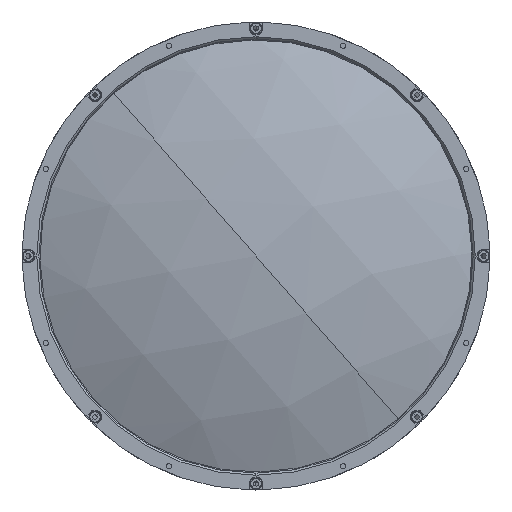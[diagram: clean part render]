
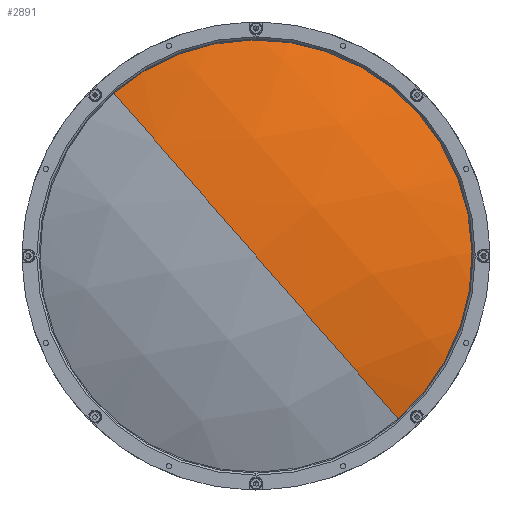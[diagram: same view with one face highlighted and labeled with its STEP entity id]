
A CAD part, left-side view. The second image highlights one B-rep face of the part: STEP entity #2891.
In plain terms, the highlighted spherical face has radius 264.145 mm.
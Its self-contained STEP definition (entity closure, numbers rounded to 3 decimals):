
#238 = CARTESIAN_POINT ( 'NONE',  ( -3.1, 0., 0. ) ) ;
#1234 = CIRCLE ( 'NONE', #4616, 264.145 ) ;
#1300 = ORIENTED_EDGE ( 'NONE', *, *, #6413, .T. ) ;
#1406 = ORIENTED_EDGE ( 'NONE', *, *, #3282, .F. ) ;
#1661 = CARTESIAN_POINT ( 'NONE',  ( 261.045, 0., 0. ) ) ;
#2891 = ADVANCED_FACE ( 'NONE', ( #5126 ), #11935, .T. ) ;
#3173 = VERTEX_POINT ( 'NONE', #14069 ) ;
#3282 = EDGE_CURVE ( 'NONE', #3173, #13507, #1234, .T. ) ;
#4616 = AXIS2_PLACEMENT_3D ( 'NONE', #9777, #5789, #7301 ) ;
#4648 = CARTESIAN_POINT ( 'NONE',  ( 18.666, 0., 0. ) ) ;
#5011 = AXIS2_PLACEMENT_3D ( 'NONE', #7296, #16798, #8650 ) ;
#5126 = FACE_OUTER_BOUND ( 'NONE', #7158, .T. ) ;
#5264 = EDGE_CURVE ( 'NONE', #17328, #13507, #14780, .T. ) ;
#5789 = DIRECTION ( 'NONE',  ( 0., 0.753, -0.657 ) ) ;
#6011 = DIRECTION ( 'NONE',  ( 0., -0.753, 0.657 ) ) ;
#6413 = EDGE_CURVE ( 'NONE', #3173, #17328, #13678, .T. ) ;
#7158 = EDGE_LOOP ( 'NONE', ( #1300, #13311, #1406 ) ) ;
#7296 = CARTESIAN_POINT ( 'NONE',  ( 261.045, 0., 0. ) ) ;
#7301 = DIRECTION ( 'NONE',  ( 0., 0.657, 0.753 ) ) ;
#8416 = AXIS2_PLACEMENT_3D ( 'NONE', #4648, #14168, #6011 ) ;
#8650 = DIRECTION ( 'NONE',  ( 0., -0.657, -0.753 ) ) ;
#9777 = CARTESIAN_POINT ( 'NONE',  ( 261.045, 0., 0. ) ) ;
#11935 = SPHERICAL_SURFACE ( 'NONE', #14633, 264.145 ) ;
#12566 = CARTESIAN_POINT ( 'NONE',  ( 18.666, 69.034, 79.116 ) ) ;
#13311 = ORIENTED_EDGE ( 'NONE', *, *, #5264, .T. ) ;
#13507 = VERTEX_POINT ( 'NONE', #238 ) ;
#13678 = CIRCLE ( 'NONE', #8416, 105. ) ;
#14069 = CARTESIAN_POINT ( 'NONE',  ( 18.666, -69.034, -79.116 ) ) ;
#14168 = DIRECTION ( 'NONE',  ( -1., 0., 0. ) ) ;
#14633 = AXIS2_PLACEMENT_3D ( 'NONE', #1661, #16178, #15029 ) ;
#14780 = CIRCLE ( 'NONE', #5011, 264.145 ) ;
#15029 = DIRECTION ( 'NONE',  ( 0., -0.657, -0.753 ) ) ;
#16178 = DIRECTION ( 'NONE',  ( 0., -0.753, 0.657 ) ) ;
#16798 = DIRECTION ( 'NONE',  ( 0., -0.753, 0.657 ) ) ;
#17328 = VERTEX_POINT ( 'NONE', #12566 ) ;
